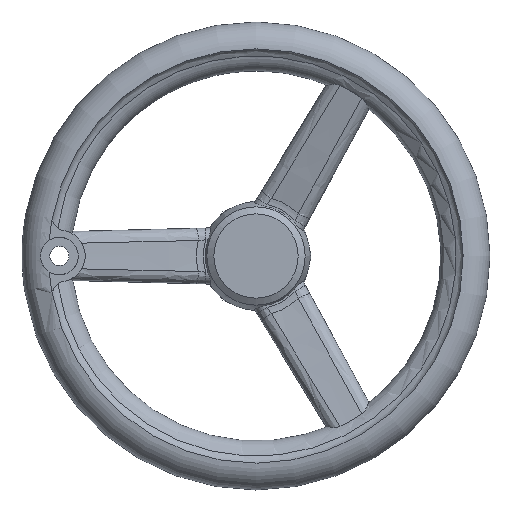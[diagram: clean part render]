
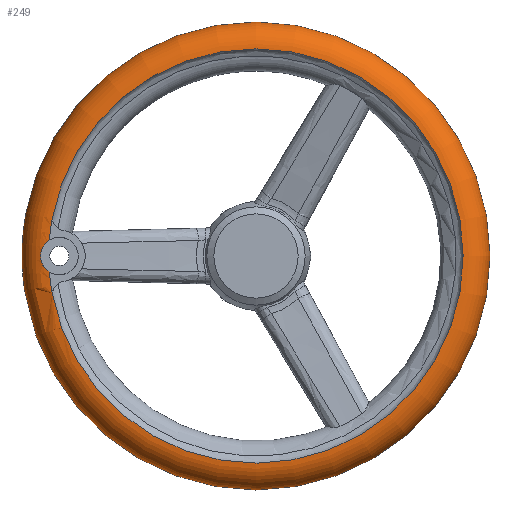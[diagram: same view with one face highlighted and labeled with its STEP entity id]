
A CAD part, left-side view. The second image highlights one B-rep face of the part: STEP entity #249.
In plain terms, the highlighted toroidal (fillet/blend) face has major radius 88.5 mm and minor radius 11.5 mm.
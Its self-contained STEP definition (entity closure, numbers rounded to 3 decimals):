
#249=ADVANCED_FACE('',(#427,#428),#317,.T.);
#317=TOROIDAL_SURFACE('',#1235,88.5,11.5);
#325=B_SPLINE_CURVE_WITH_KNOTS('',3,(#1570,#1571,#1572,#1573,#1574,#1575,
#1576,#1577,#1578,#1579),.UNSPECIFIED.,.F.,.F.,(4,2,2,2,4),(0.,0.25,0.5,
0.75,1.),.UNSPECIFIED.);
#427=FACE_BOUND('',#448,.T.);
#428=FACE_BOUND('',#449,.T.);
#448=EDGE_LOOP('',(#529));
#449=EDGE_LOOP('',(#530,#531,#532,#533));
#529=ORIENTED_EDGE('',*,*,#996,.T.);
#530=ORIENTED_EDGE('',*,*,#997,.F.);
#531=ORIENTED_EDGE('',*,*,#998,.F.);
#532=ORIENTED_EDGE('',*,*,#999,.F.);
#533=ORIENTED_EDGE('',*,*,#1000,.F.);
#881=VERTEX_POINT('',#1569);
#882=VERTEX_POINT('',#1580);
#883=VERTEX_POINT('',#1581);
#884=VERTEX_POINT('',#1583);
#885=VERTEX_POINT('',#1585);
#996=EDGE_CURVE('',#881,#881,#1172,.T.);
#997=EDGE_CURVE('',#882,#883,#325,.T.);
#998=EDGE_CURVE('',#884,#882,#1173,.T.);
#999=EDGE_CURVE('',#885,#884,#1174,.T.);
#1000=EDGE_CURVE('',#883,#885,#1175,.T.);
#1172=CIRCLE('',#1231,88.5);
#1173=CIRCLE('',#1232,88.5);
#1174=CIRCLE('',#1233,88.5);
#1175=CIRCLE('',#1234,88.5);
#1231=AXIS2_PLACEMENT_3D('',#1568,#1339,#1340);
#1232=AXIS2_PLACEMENT_3D('',#1582,#1341,#1342);
#1233=AXIS2_PLACEMENT_3D('',#1584,#1343,#1344);
#1234=AXIS2_PLACEMENT_3D('',#1586,#1345,#1346);
#1235=AXIS2_PLACEMENT_3D('',#1587,#1347,#1348);
#1339=DIRECTION('',(-1.,0.,0.));
#1340=DIRECTION('',(0.,0.,1.));
#1341=DIRECTION('',(-1.,0.,0.));
#1342=DIRECTION('',(0.,0.,1.));
#1343=DIRECTION('',(-1.,0.,0.));
#1344=DIRECTION('',(0.,0.,1.));
#1345=DIRECTION('',(-1.,0.,0.));
#1346=DIRECTION('',(0.,0.,1.));
#1347=DIRECTION('',(-1.,0.,0.));
#1348=DIRECTION('',(0.,0.,1.));
#1568=CARTESIAN_POINT('',(497.436,518.932,0.));
#1569=CARTESIAN_POINT('',(497.436,518.932,88.5));
#1570=CARTESIAN_POINT('',(474.436,607.167,6.846));
#1571=CARTESIAN_POINT('',(474.436,608.338,6.121));
#1572=CARTESIAN_POINT('',(474.596,609.305,5.102));
#1573=CARTESIAN_POINT('',(474.88,610.625,2.732));
#1574=CARTESIAN_POINT('',(474.998,610.983,1.368));
#1575=CARTESIAN_POINT('',(474.998,610.981,-1.375));
#1576=CARTESIAN_POINT('',(474.88,610.625,-2.733));
#1577=CARTESIAN_POINT('',(474.596,609.303,-5.104));
#1578=CARTESIAN_POINT('',(474.436,608.329,-6.128));
#1579=CARTESIAN_POINT('',(474.436,607.167,-6.846));
#1580=CARTESIAN_POINT('',(474.436,607.167,6.846));
#1581=CARTESIAN_POINT('',(474.436,607.167,-6.846));
#1582=CARTESIAN_POINT('',(474.436,518.932,0.));
#1583=CARTESIAN_POINT('',(474.436,605.974,16.));
#1584=CARTESIAN_POINT('',(474.436,518.932,0.));
#1585=CARTESIAN_POINT('',(474.436,605.974,-16.));
#1586=CARTESIAN_POINT('',(474.436,518.932,0.));
#1587=CARTESIAN_POINT('',(485.936,518.932,0.));
